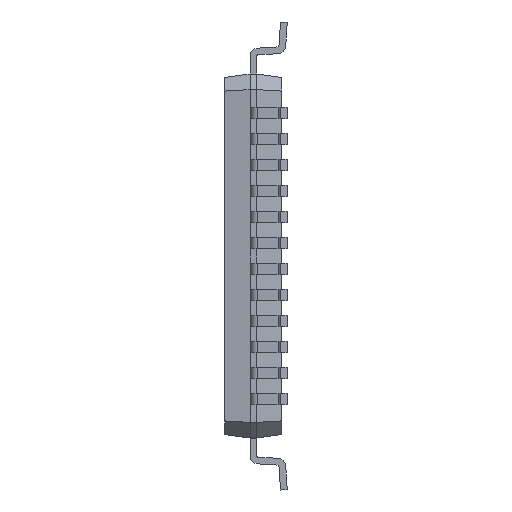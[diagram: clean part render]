
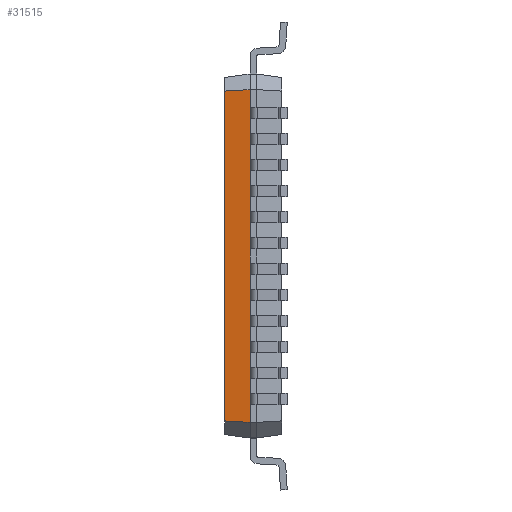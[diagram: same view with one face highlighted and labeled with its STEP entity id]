
A CAD part, left-side view. The second image highlights one B-rep face of the part: STEP entity #31515.
In plain terms, the highlighted planar face has unit normal (-0.99, 0.139, 0).
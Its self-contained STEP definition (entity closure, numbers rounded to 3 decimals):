
#253 = EDGE_LOOP ( 'NONE', ( #25989, #31428, #16653, #1638 ) ) ;
#937 = DIRECTION ( 'NONE',  ( 0., 0., 1. ) ) ;
#1638 = ORIENTED_EDGE ( 'NONE', *, *, #12364, .T. ) ;
#3421 = DIRECTION ( 'NONE',  ( -0.99, 0.139, 0. ) ) ;
#3630 = FACE_OUTER_BOUND ( 'NONE', #253, .T. ) ;
#3824 = CARTESIAN_POINT ( 'NONE',  ( -3.5, 0.065, 3.2 ) ) ;
#3890 = VERTEX_POINT ( 'NONE', #27725 ) ;
#6403 = VECTOR ( 'NONE', #27607, 1000. ) ;
#6491 = VECTOR ( 'NONE', #23210, 1000. ) ;
#7244 = CARTESIAN_POINT ( 'NONE',  ( -3.5, 0.065, -3.2 ) ) ;
#7574 = CARTESIAN_POINT ( 'NONE',  ( -3.5, 0.065, 3.2 ) ) ;
#7955 = EDGE_CURVE ( 'NONE', #11199, #12999, #20926, .T. ) ;
#8727 = DIRECTION ( 'NONE',  ( -0.139, -0.99, 0. ) ) ;
#8894 = LINE ( 'NONE', #25042, #6403 ) ;
#11199 = VERTEX_POINT ( 'NONE', #13720 ) ;
#12364 = EDGE_CURVE ( 'NONE', #3890, #17115, #19105, .T. ) ;
#12999 = VERTEX_POINT ( 'NONE', #3824 ) ;
#13618 = CARTESIAN_POINT ( 'NONE',  ( -3.5, 0.065, -3.2 ) ) ;
#13720 = CARTESIAN_POINT ( 'NONE',  ( -3.432, 0.55, 3.172 ) ) ;
#14326 = PLANE ( 'NONE',  #18841 ) ;
#14731 = EDGE_CURVE ( 'NONE', #3890, #11199, #29836, .T. ) ;
#15783 = VECTOR ( 'NONE', #937, 1000. ) ;
#16653 = ORIENTED_EDGE ( 'NONE', *, *, #14731, .F. ) ;
#17114 = VECTOR ( 'NONE', #26909, 1000. ) ;
#17115 = VERTEX_POINT ( 'NONE', #7244 ) ;
#18841 = AXIS2_PLACEMENT_3D ( 'NONE', #24820, #3421, #8727 ) ;
#19105 = LINE ( 'NONE', #13618, #17114 ) ;
#20926 = LINE ( 'NONE', #7574, #6491 ) ;
#23210 = DIRECTION ( 'NONE',  ( -0.139, -0.989, 0.058 ) ) ;
#23849 = EDGE_CURVE ( 'NONE', #17115, #12999, #8894, .T. ) ;
#24820 = CARTESIAN_POINT ( 'NONE',  ( -3.5, 0.065, -3.2 ) ) ;
#25042 = CARTESIAN_POINT ( 'NONE',  ( -3.5, 0.065, 3.2 ) ) ;
#25989 = ORIENTED_EDGE ( 'NONE', *, *, #23849, .T. ) ;
#26909 = DIRECTION ( 'NONE',  ( -0.139, -0.989, -0.058 ) ) ;
#27607 = DIRECTION ( 'NONE',  ( 0., 0., 1. ) ) ;
#27725 = CARTESIAN_POINT ( 'NONE',  ( -3.432, 0.55, -3.172 ) ) ;
#29815 = CARTESIAN_POINT ( 'NONE',  ( -3.432, 0.55, -3.2 ) ) ;
#29836 = LINE ( 'NONE', #29815, #15783 ) ;
#31428 = ORIENTED_EDGE ( 'NONE', *, *, #7955, .F. ) ;
#31515 = ADVANCED_FACE ( 'NONE', ( #3630 ), #14326, .T. ) ;
